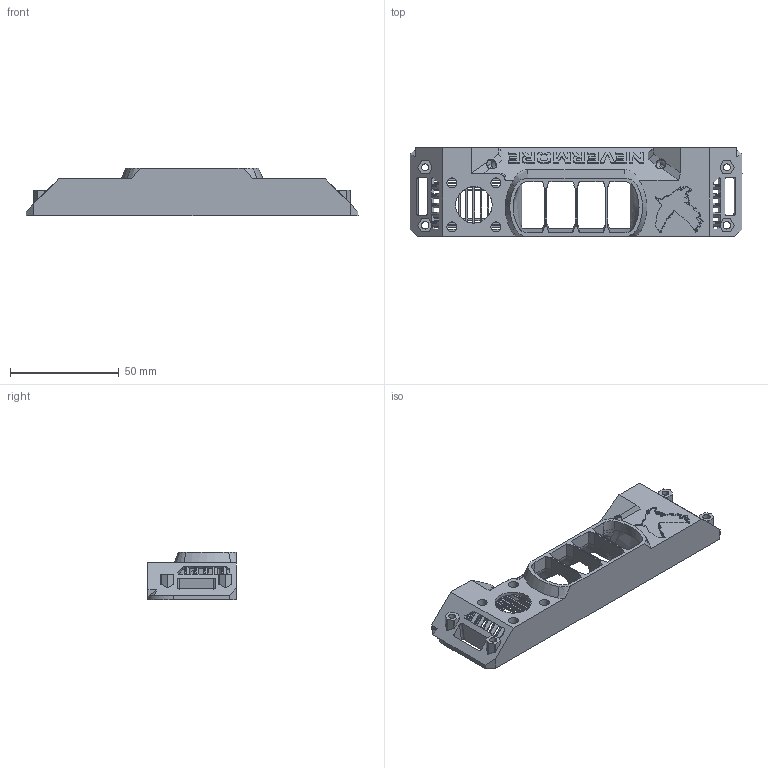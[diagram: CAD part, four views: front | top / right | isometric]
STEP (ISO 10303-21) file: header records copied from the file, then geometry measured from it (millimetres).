
FILE_DESCRIPTION(/* description */ (''),/* implementation_level */ '2;1');
FILE_NAME(/* name */ 'umbilical_cnlinko_lp16_intake.step.step',/* time_stamp */ '2025-07-12T16:07:54+02:00',/* author */ (''),/* organization */ (''),/* preprocessor_version */ 'ST-DEVELOPER v20.1',/* originating_system */ 'Autodesk Translation Framework v14.10.0.0',/* authorisation */ '');
FILE_SCHEMA (('AUTOMOTIVE_DESIGN { 1 0 10303 214 3 1 1 }'));
Length unit declared in the file: millimetre
Products named in the file (2): New_Chamber_Side; Component3
Assembly tree (1 placements, depth 2):
  New_Chamber_Side
    Component3
Bounding box: 152.78 x 40.71 x 22 mm (x, y, z)
Volume: 30231.7 mm3; surface area: 25808.9 mm2
Topology: 1 solids, 1 shells, 1011 faces, 3054 edges, 1972 vertices
Faces by surface type: plane 509, bspline 285, cylinder 197, cone 18, torus 2
Full cylindrical faces by diameter (mm): 3.2 x2, 3.4 x2, 4.622 x4, 7.2 x1, 16.782 x1
Entity records: 40666 total; most frequent: CARTESIAN_POINT 14655, ORIENTED_EDGE 6104, DIRECTION 4497, EDGE_CURVE 3052, VERTEX_POINT 1972, LINE 1823, VECTOR 1823, AXIS2_PLACEMENT_3D 1337
